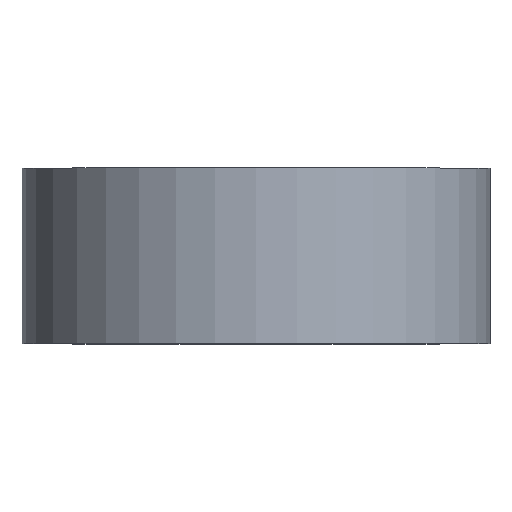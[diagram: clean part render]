
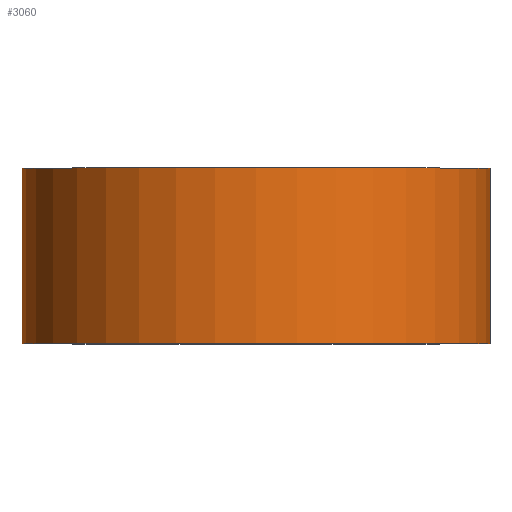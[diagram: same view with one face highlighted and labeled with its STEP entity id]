
A CAD part, top view. The second image highlights one B-rep face of the part: STEP entity #3060.
In plain terms, the highlighted cylindrical face has radius 50.8 mm (diameter 101.6 mm), a full revolution.
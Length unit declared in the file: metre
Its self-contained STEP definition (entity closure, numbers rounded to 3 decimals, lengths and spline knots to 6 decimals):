
#12=CYLINDRICAL_SURFACE('',#3347,0.0508);
#808=ORIENTED_EDGE('',*,*,#1748,.F.);
#809=ORIENTED_EDGE('',*,*,#1679,.T.);
#1679=EDGE_CURVE('',#2155,#2155,#2441,.T.);
#1748=EDGE_CURVE('',#2218,#2218,#2484,.T.);
#2155=VERTEX_POINT('',#4847);
#2218=VERTEX_POINT('',#4986);
#2441=CIRCLE('',#3298,0.0508);
#2484=CIRCLE('',#3348,0.0508);
#2625=EDGE_LOOP('',(#808));
#2626=EDGE_LOOP('',(#809));
#2829=FACE_BOUND('',#2625,.T.);
#2830=FACE_BOUND('',#2626,.T.);
#3060=ADVANCED_FACE('',(#2829,#2830),#12,.T.);
#3298=AXIS2_PLACEMENT_3D('',#4846,#3790,#3791);
#3347=AXIS2_PLACEMENT_3D('',#4984,#3914,#3915);
#3348=AXIS2_PLACEMENT_3D('',#4985,#3916,#3917);
#3790=DIRECTION('',(0.,-1.,0.));
#3791=DIRECTION('',(0.,0.,-1.));
#3914=DIRECTION('',(0.,1.,0.));
#3915=DIRECTION('',(0.,0.,1.));
#3916=DIRECTION('',(0.,-1.,0.));
#3917=DIRECTION('',(0.,0.,-1.));
#4846=CARTESIAN_POINT('',(0.,0.,0.));
#4847=CARTESIAN_POINT('',(0.,0.,-0.0508));
#4984=CARTESIAN_POINT('',(0.,-0.0381,0.));
#4985=CARTESIAN_POINT('',(0.,-0.0381,0.));
#4986=CARTESIAN_POINT('',(0.,-0.0381,-0.0508));
